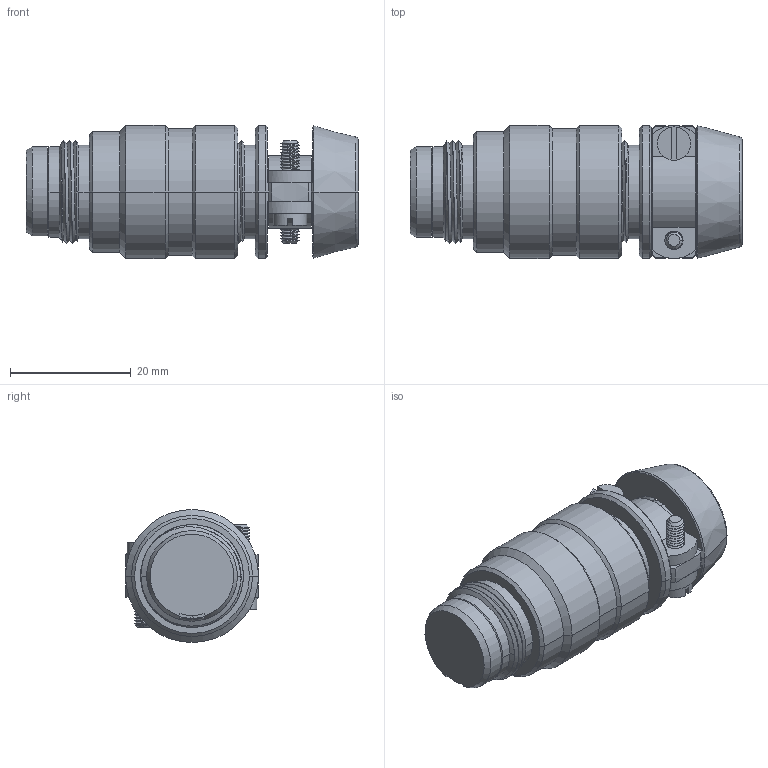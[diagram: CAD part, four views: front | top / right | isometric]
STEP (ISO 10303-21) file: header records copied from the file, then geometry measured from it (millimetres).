
FILE_DESCRIPTION((''),'2;1');
FILE_NAME('13301P3','2021-02-08T16:47:40',('cgregory'),('NET AG system integration'),'CREO PARAMETRIC BY PTC INC, 2019292','CREO PARAMETRIC BY PTC INC, 2019292','');
FILE_SCHEMA(('AUTOMOTIVE_DESIGN { 1 0 10303 214 1 1 1 1 }'));
Length unit declared in the file: millimetre
Products named in the file (1): 13301P3
Bounding box: 54.9 x 22 x 22 mm (x, y, z)
Volume: 14243.1 mm3; surface area: 9228.6 mm2
Topology: 1 solids, 1 shells, 318 faces, 876 edges, 553 vertices
Faces by surface type: cylinder 147, plane 68, cone 49, bspline 44, torus 10
Entity records: 29495 total; most frequent: CARTESIAN_POINT 20418, ORIENTED_EDGE 1752, DIRECTION 1361, EDGE_CURVE 876, VERTEX_POINT 553, AXIS2_PLACEMENT_3D 516, EDGE_LOOP 335, VECTOR 326
